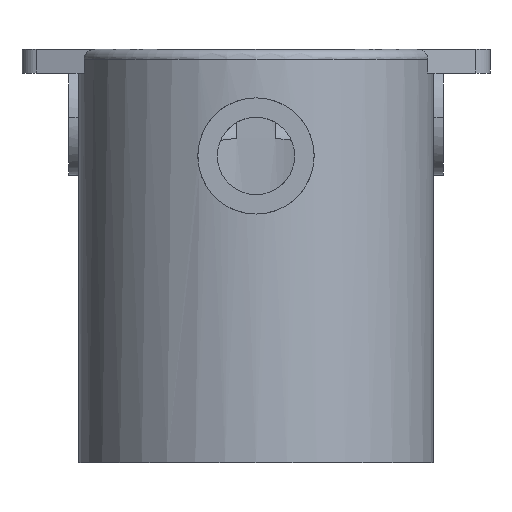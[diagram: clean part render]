
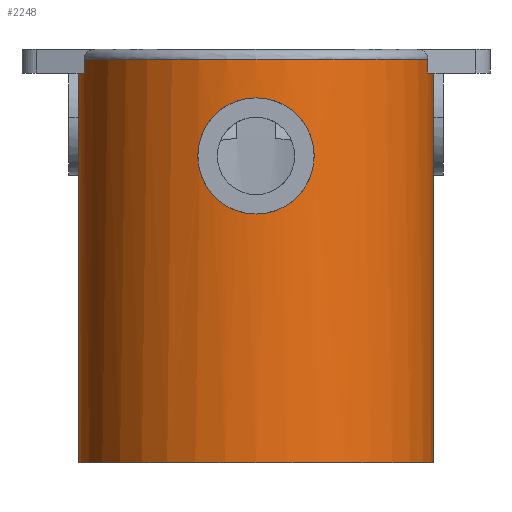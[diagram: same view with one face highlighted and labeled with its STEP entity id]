
A CAD part, front view. The second image highlights one B-rep face of the part: STEP entity #2248.
In plain terms, the highlighted cylindrical face has radius 55 mm (diameter 110 mm), a partial arc.
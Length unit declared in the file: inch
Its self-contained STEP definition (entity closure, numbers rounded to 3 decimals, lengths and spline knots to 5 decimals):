
#496=CARTESIAN_POINT('',(0.,-2.16535,1.1811));
#497=CARTESIAN_POINT('',(-0.03817,-2.16535,
1.1811));
#498=CARTESIAN_POINT('',(-0.11485,-2.16331,
1.1873));
#499=CARTESIAN_POINT('',(-0.2275,-2.15433,
1.21524));
#500=CARTESIAN_POINT('',(-0.33561,-2.14006,
1.26187));
#501=CARTESIAN_POINT('',(-0.43586,-2.12177,
1.32672));
#502=CARTESIAN_POINT('',(-0.52452,-2.10142,
1.4082));
#503=CARTESIAN_POINT('',(-0.598,-2.0815,
1.5033));
#504=CARTESIAN_POINT('',(-0.65382,-2.06447,
1.60811));
#505=CARTESIAN_POINT('',(-0.69097,-2.05221,
1.71882));
#506=CARTESIAN_POINT('',(-0.70943,-2.04584,
1.8325));
#507=CARTESIAN_POINT('',(-0.70943,-2.04584,
1.94703));
#508=CARTESIAN_POINT('',(-0.69097,-2.05221,
2.0607));
#509=CARTESIAN_POINT('',(-0.65382,-2.06447,
2.17141));
#510=CARTESIAN_POINT('',(-0.598,-2.0815,
2.27623));
#511=CARTESIAN_POINT('',(-0.52452,-2.10142,
2.37133));
#512=CARTESIAN_POINT('',(-0.43586,-2.12177,
2.45281));
#513=CARTESIAN_POINT('',(-0.33561,-2.14006,
2.51766));
#514=CARTESIAN_POINT('',(-0.2275,-2.15433,
2.56429));
#515=CARTESIAN_POINT('',(-0.11485,-2.16331,
2.59223));
#516=CARTESIAN_POINT('',(-0.03817,-2.16535,
2.59843));
#517=CARTESIAN_POINT('',(0.,-2.16535,2.59843));
#523=DIRECTION('',(0.,0.,-1.));
#524=VECTOR('',#523,4.75118);
#525=CARTESIAN_POINT('',(2.16535,0.,2.90079));
#526=LINE('',#525,#524);
#527=DIRECTION('',(0.,0.,1.));
#528=VECTOR('',#527,4.75118);
#529=CARTESIAN_POINT('',(-2.16535,0.,-1.85039));
#530=LINE('',#529,#528);
#531=CARTESIAN_POINT('',(0.,0.,2.90079));
#532=DIRECTION('',(0.,0.,1.));
#533=DIRECTION('',(-1.,0.,0.));
#534=AXIS2_PLACEMENT_3D('',#531,#532,#533);
#536=DIRECTION('',(0.,0.,1.));
#537=VECTOR('',#536,0.17008);
#538=CARTESIAN_POINT('',(-2.09647,-0.54181,
2.90079));
#539=LINE('',#538,#537);
#540=CARTESIAN_POINT('',(0.,0.,3.07087));
#541=DIRECTION('',(0.,0.,1.));
#542=DIRECTION('',(-0.968,-0.25,0.));
#543=AXIS2_PLACEMENT_3D('',#540,#541,#542);
#545=DIRECTION('',(0.,0.,1.));
#546=VECTOR('',#545,0.17008);
#547=CARTESIAN_POINT('',(2.09647,-0.54181,2.90079));
#548=LINE('',#547,#546);
#549=CARTESIAN_POINT('',(0.,0.,2.90079));
#550=DIRECTION('',(0.,0.,1.));
#551=DIRECTION('',(0.968,-0.25,0.));
#552=AXIS2_PLACEMENT_3D('',#549,#550,#551);
#644=CARTESIAN_POINT('',(0.,0.,-1.85039));
#645=DIRECTION('',(0.,0.,-1.));
#646=DIRECTION('',(1.,0.,0.));
#647=AXIS2_PLACEMENT_3D('',#644,#645,#646);
#1265=CARTESIAN_POINT('',(0.,-2.16535,2.59843));
#1266=CARTESIAN_POINT('',(0.03817,-2.16535,
2.59843));
#1267=CARTESIAN_POINT('',(0.11485,-2.16331,
2.59223));
#1268=CARTESIAN_POINT('',(0.2275,-2.15433,
2.56429));
#1269=CARTESIAN_POINT('',(0.33561,-2.14006,
2.51766));
#1270=CARTESIAN_POINT('',(0.43586,-2.12177,
2.45281));
#1271=CARTESIAN_POINT('',(0.52452,-2.10142,
2.37133));
#1272=CARTESIAN_POINT('',(0.598,-2.0815,
2.27623));
#1273=CARTESIAN_POINT('',(0.65382,-2.06447,
2.17141));
#1274=CARTESIAN_POINT('',(0.69097,-2.05221,
2.0607));
#1275=CARTESIAN_POINT('',(0.70943,-2.04584,
1.94703));
#1276=CARTESIAN_POINT('',(0.70943,-2.04584,
1.8325));
#1277=CARTESIAN_POINT('',(0.69097,-2.05221,
1.71882));
#1278=CARTESIAN_POINT('',(0.65382,-2.06447,
1.60811));
#1279=CARTESIAN_POINT('',(0.598,-2.0815,
1.5033));
#1280=CARTESIAN_POINT('',(0.52452,-2.10142,
1.4082));
#1281=CARTESIAN_POINT('',(0.43586,-2.12177,
1.32672));
#1282=CARTESIAN_POINT('',(0.33561,-2.14006,
1.26187));
#1283=CARTESIAN_POINT('',(0.2275,-2.15433,
1.21524));
#1284=CARTESIAN_POINT('',(0.11485,-2.16331,
1.1873));
#1285=CARTESIAN_POINT('',(0.03817,-2.16535,
1.1811));
#1286=CARTESIAN_POINT('',(0.,-2.16535,1.1811));
#1415=VERTEX_POINT('',#496);
#1416=VERTEX_POINT('',#517);
#1471=CARTESIAN_POINT('',(2.16535,0.,2.90079));
#1473=VERTEX_POINT('',#1471);
#1477=CARTESIAN_POINT('',(2.09647,-0.54181,
2.90079));
#1478=VERTEX_POINT('',#1477);
#1479=CARTESIAN_POINT('',(2.09647,-0.54181,
3.07087));
#1480=VERTEX_POINT('',#1479);
#1513=CARTESIAN_POINT('',(-2.09647,-0.54181,
2.90079));
#1514=VERTEX_POINT('',#1513);
#1517=CARTESIAN_POINT('',(-2.16535,0.,2.90079));
#1518=VERTEX_POINT('',#1517);
#1521=CARTESIAN_POINT('',(-2.09647,-0.54181,
3.07087));
#1522=VERTEX_POINT('',#1521);
#1661=CARTESIAN_POINT('',(-2.16535,0.,-1.85039));
#1662=CARTESIAN_POINT('',(2.16535,0.,-1.85039));
#1663=VERTEX_POINT('',#1661);
#1664=VERTEX_POINT('',#1662);
#2220=CARTESIAN_POINT('',(0.,0.,0.));
#2221=DIRECTION('',(0.,0.,1.));
#2222=DIRECTION('',(1.,0.,0.));
#2223=AXIS2_PLACEMENT_3D('',#2220,#2221,#2222);
#2224=CYLINDRICAL_SURFACE('',#2223,2.16535);
#2226=ORIENTED_EDGE('',*,*,#2225,.T.);
#2228=ORIENTED_EDGE('',*,*,#2227,.T.);
#2230=ORIENTED_EDGE('',*,*,#2229,.T.);
#2232=ORIENTED_EDGE('',*,*,#2231,.T.);
#2234=ORIENTED_EDGE('',*,*,#2233,.T.);
#2236=ORIENTED_EDGE('',*,*,#2235,.T.);
#2238=ORIENTED_EDGE('',*,*,#2237,.F.);
#2240=ORIENTED_EDGE('',*,*,#2239,.T.);
#2241=EDGE_LOOP('',(#2226,#2228,#2230,#2232,#2234,#2236,#2238,#2240));
#2242=FACE_OUTER_BOUND('',#2241,.F.);
#2243=ORIENTED_EDGE('',*,*,#2210,.F.);
#2245=ORIENTED_EDGE('',*,*,#2244,.F.);
#2246=EDGE_LOOP('',(#2243,#2245));
#2247=FACE_BOUND('',#2246,.F.);
#2248=ADVANCED_FACE('',(#2242,#2247),#2224,.T.);
#518=B_SPLINE_CURVE_WITH_KNOTS('',3,(#496,#497,#498,#499,#500,#501,#502,#503,
#504,#505,#506,#507,#508,#509,#510,#511,#512,#513,#514,#515,#516,#517),
.UNSPECIFIED.,.F.,.F.,(4,1,1,1,1,1,1,1,1,1,1,1,1,1,1,1,1,1,1,4),(0.,
0.05263,0.10526,0.15789,0.21053,
0.26316,0.31579,0.36842,0.42105,
0.47368,0.52632,0.57895,0.63158,
0.68421,0.73684,0.78947,0.84211,
0.89474,0.94737,1.),.UNSPECIFIED.);
#535=CIRCLE('',#534,2.16535);
#544=CIRCLE('',#543,2.16535);
#553=CIRCLE('',#552,2.16535);
#648=CIRCLE('',#647,2.16535);
#1287=B_SPLINE_CURVE_WITH_KNOTS('',3,(#1265,#1266,#1267,#1268,#1269,#1270,#1271,
#1272,#1273,#1274,#1275,#1276,#1277,#1278,#1279,#1280,#1281,#1282,#1283,#1284,
#1285,#1286),.UNSPECIFIED.,.F.,.F.,(4,1,1,1,1,1,1,1,1,1,1,1,1,1,1,1,1,1,1,4),(
0.,0.05263,0.10526,0.15789,0.21053,
0.26316,0.31579,0.36842,0.42105,
0.47368,0.52632,0.57895,0.63158,
0.68421,0.73684,0.78947,0.84211,
0.89474,0.94737,1.),.UNSPECIFIED.);
#2210=EDGE_CURVE('',#1415,#1416,#518,.T.);
#2225=EDGE_CURVE('',#1473,#1664,#526,.T.);
#2227=EDGE_CURVE('',#1664,#1663,#648,.T.);
#2229=EDGE_CURVE('',#1663,#1518,#530,.T.);
#2231=EDGE_CURVE('',#1518,#1514,#535,.T.);
#2233=EDGE_CURVE('',#1514,#1522,#539,.T.);
#2235=EDGE_CURVE('',#1522,#1480,#544,.T.);
#2237=EDGE_CURVE('',#1478,#1480,#548,.T.);
#2239=EDGE_CURVE('',#1478,#1473,#553,.T.);
#2244=EDGE_CURVE('',#1416,#1415,#1287,.T.);
